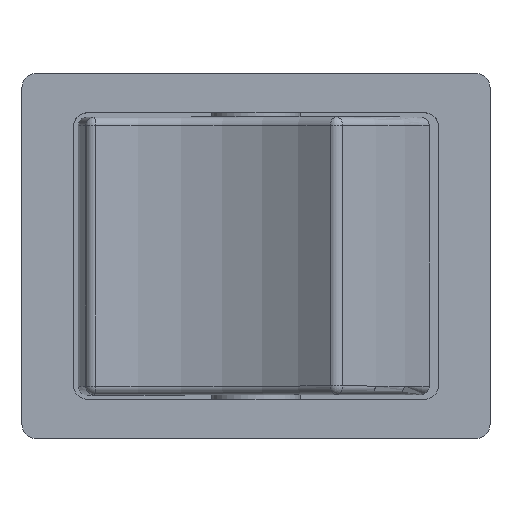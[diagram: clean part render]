
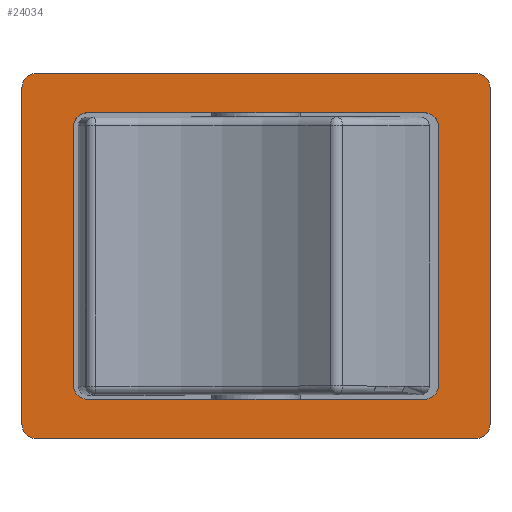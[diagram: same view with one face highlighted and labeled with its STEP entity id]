
A CAD part, top view. The second image highlights one B-rep face of the part: STEP entity #24034.
In plain terms, the highlighted planar face has unit normal (0, 0, 1).
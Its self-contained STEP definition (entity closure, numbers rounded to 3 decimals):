
#247=FACE_BOUND('',#2360,.T.);
#1090=FACE_OUTER_BOUND('',#2359,.T.);
#2359=EDGE_LOOP('',(#18048,#18049,#18050,#18051,#18052,#18053,#18054,#18055));
#2360=EDGE_LOOP('',(#18056,#18057,#18058,#18059,#18060,#18061,#18062,#18063));
#3433=CIRCLE('',#25436,1.);
#3434=CIRCLE('',#25437,1.);
#3435=CIRCLE('',#25438,1.);
#3436=CIRCLE('',#25439,1.);
#3437=CIRCLE('',#25440,1.);
#3438=CIRCLE('',#25441,1.);
#3439=CIRCLE('',#25442,1.);
#3440=CIRCLE('',#25443,1.);
#5068=LINE('',#35560,#8009);
#5069=LINE('',#35564,#8010);
#5070=LINE('',#35568,#8011);
#5071=LINE('',#35571,#8012);
#5072=LINE('',#35574,#8013);
#5073=LINE('',#35578,#8014);
#5074=LINE('',#35582,#8015);
#5075=LINE('',#35586,#8016);
#8009=VECTOR('',#28869,23.);
#8010=VECTOR('',#28872,30.);
#8011=VECTOR('',#28875,23.);
#8012=VECTOR('',#28878,30.);
#8013=VECTOR('',#28879,17.6);
#8014=VECTOR('',#28882,23.);
#8015=VECTOR('',#28885,17.6);
#8016=VECTOR('',#28888,23.);
#10679=VERTEX_POINT('',#35556);
#10680=VERTEX_POINT('',#35557);
#10681=VERTEX_POINT('',#35559);
#10682=VERTEX_POINT('',#35561);
#10683=VERTEX_POINT('',#35563);
#10684=VERTEX_POINT('',#35565);
#10685=VERTEX_POINT('',#35567);
#10686=VERTEX_POINT('',#35569);
#10687=VERTEX_POINT('',#35572);
#10688=VERTEX_POINT('',#35573);
#10689=VERTEX_POINT('',#35575);
#10690=VERTEX_POINT('',#35577);
#10691=VERTEX_POINT('',#35579);
#10692=VERTEX_POINT('',#35581);
#10693=VERTEX_POINT('',#35583);
#10694=VERTEX_POINT('',#35585);
#13474=EDGE_CURVE('',#10679,#10680,#3433,.T.);
#13475=EDGE_CURVE('',#10681,#10679,#5068,.T.);
#13476=EDGE_CURVE('',#10682,#10681,#3434,.T.);
#13477=EDGE_CURVE('',#10683,#10682,#5069,.T.);
#13478=EDGE_CURVE('',#10684,#10683,#3435,.T.);
#13479=EDGE_CURVE('',#10685,#10684,#5070,.T.);
#13480=EDGE_CURVE('',#10686,#10685,#3436,.T.);
#13481=EDGE_CURVE('',#10680,#10686,#5071,.T.);
#13482=EDGE_CURVE('',#10687,#10688,#5072,.T.);
#13483=EDGE_CURVE('',#10689,#10688,#3437,.T.);
#13484=EDGE_CURVE('',#10689,#10690,#5073,.T.);
#13485=EDGE_CURVE('',#10691,#10690,#3438,.T.);
#13486=EDGE_CURVE('',#10691,#10692,#5074,.T.);
#13487=EDGE_CURVE('',#10693,#10692,#3439,.T.);
#13488=EDGE_CURVE('',#10693,#10694,#5075,.T.);
#13489=EDGE_CURVE('',#10687,#10694,#3440,.T.);
#18048=ORIENTED_EDGE('',*,*,#13474,.F.);
#18049=ORIENTED_EDGE('',*,*,#13475,.F.);
#18050=ORIENTED_EDGE('',*,*,#13476,.F.);
#18051=ORIENTED_EDGE('',*,*,#13477,.F.);
#18052=ORIENTED_EDGE('',*,*,#13478,.F.);
#18053=ORIENTED_EDGE('',*,*,#13479,.F.);
#18054=ORIENTED_EDGE('',*,*,#13480,.F.);
#18055=ORIENTED_EDGE('',*,*,#13481,.F.);
#18056=ORIENTED_EDGE('',*,*,#13482,.T.);
#18057=ORIENTED_EDGE('',*,*,#13483,.F.);
#18058=ORIENTED_EDGE('',*,*,#13484,.T.);
#18059=ORIENTED_EDGE('',*,*,#13485,.F.);
#18060=ORIENTED_EDGE('',*,*,#13486,.T.);
#18061=ORIENTED_EDGE('',*,*,#13487,.F.);
#18062=ORIENTED_EDGE('',*,*,#13488,.T.);
#18063=ORIENTED_EDGE('',*,*,#13489,.F.);
#23025=PLANE('',#25435);
#24034=ADVANCED_FACE('',(#1090,#247),#23025,.T.);
#25435=AXIS2_PLACEMENT_3D('',#35555,#28865,#28866);
#25436=AXIS2_PLACEMENT_3D('',#35558,#28867,#28868);
#25437=AXIS2_PLACEMENT_3D('',#35562,#28870,#28871);
#25438=AXIS2_PLACEMENT_3D('',#35566,#28873,#28874);
#25439=AXIS2_PLACEMENT_3D('',#35570,#28876,#28877);
#25440=AXIS2_PLACEMENT_3D('',#35576,#28880,#28881);
#25441=AXIS2_PLACEMENT_3D('',#35580,#28883,#28884);
#25442=AXIS2_PLACEMENT_3D('',#35584,#28886,#28887);
#25443=AXIS2_PLACEMENT_3D('',#35587,#28889,#28890);
#28865=DIRECTION('center_axis',(0.,0.,1.));
#28866=DIRECTION('ref_axis',(1.,0.,0.));
#28867=DIRECTION('center_axis',(0.,0.,-1.));
#28868=DIRECTION('ref_axis',(0.707,-0.707,0.));
#28869=DIRECTION('',(0.,-1.,0.));
#28870=DIRECTION('center_axis',(0.,0.,-1.));
#28871=DIRECTION('ref_axis',(0.707,0.707,0.));
#28872=DIRECTION('',(1.,0.,0.));
#28873=DIRECTION('center_axis',(0.,0.,-1.));
#28874=DIRECTION('ref_axis',(-0.707,0.707,0.));
#28875=DIRECTION('',(0.,1.,0.));
#28876=DIRECTION('center_axis',(0.,0.,-1.));
#28877=DIRECTION('ref_axis',(-0.707,-0.707,0.));
#28878=DIRECTION('',(-1.,0.,0.));
#28879=DIRECTION('',(0.,-1.,0.));
#28880=DIRECTION('center_axis',(0.,0.,1.));
#28881=DIRECTION('ref_axis',(0.707,-0.707,0.));
#28882=DIRECTION('',(-1.,0.,0.));
#28883=DIRECTION('center_axis',(0.,0.,1.));
#28884=DIRECTION('ref_axis',(-0.707,-0.707,0.));
#28885=DIRECTION('',(0.,1.,0.));
#28886=DIRECTION('center_axis',(0.,0.,1.));
#28887=DIRECTION('ref_axis',(-0.707,0.707,0.));
#28888=DIRECTION('',(1.,0.,0.));
#28889=DIRECTION('center_axis',(0.,0.,1.));
#28890=DIRECTION('ref_axis',(0.707,0.707,0.));
#35555=CARTESIAN_POINT('Origin',(17.6,13.75,20.3));
#35556=CARTESIAN_POINT('',(16.,-11.5,20.3));
#35557=CARTESIAN_POINT('',(15.,-12.5,20.3));
#35558=CARTESIAN_POINT('Origin',(15.,-11.5,20.3));
#35559=CARTESIAN_POINT('',(16.,11.5,20.3));
#35560=CARTESIAN_POINT('',(16.,11.5,20.3));
#35561=CARTESIAN_POINT('',(15.,12.5,20.3));
#35562=CARTESIAN_POINT('Origin',(15.,11.5,20.3));
#35563=CARTESIAN_POINT('',(-15.,12.5,20.3));
#35564=CARTESIAN_POINT('',(-15.,12.5,20.3));
#35565=CARTESIAN_POINT('',(-16.,11.5,20.3));
#35566=CARTESIAN_POINT('Origin',(-15.,11.5,20.3));
#35567=CARTESIAN_POINT('',(-16.,-11.5,20.3));
#35568=CARTESIAN_POINT('',(-16.,-11.5,20.3));
#35569=CARTESIAN_POINT('',(-15.,-12.5,20.3));
#35570=CARTESIAN_POINT('Origin',(-15.,-11.5,20.3));
#35571=CARTESIAN_POINT('',(15.,-12.5,20.3));
#35572=CARTESIAN_POINT('',(12.5,8.8,20.3));
#35573=CARTESIAN_POINT('',(12.5,-8.8,20.3));
#35574=CARTESIAN_POINT('',(12.5,8.8,20.3));
#35575=CARTESIAN_POINT('',(11.5,-9.8,20.3));
#35576=CARTESIAN_POINT('Origin',(11.5,-8.8,20.3));
#35577=CARTESIAN_POINT('',(-11.5,-9.8,20.3));
#35578=CARTESIAN_POINT('',(11.5,-9.8,20.3));
#35579=CARTESIAN_POINT('',(-12.5,-8.8,20.3));
#35580=CARTESIAN_POINT('Origin',(-11.5,-8.8,20.3));
#35581=CARTESIAN_POINT('',(-12.5,8.8,20.3));
#35582=CARTESIAN_POINT('',(-12.5,-8.8,20.3));
#35583=CARTESIAN_POINT('',(-11.5,9.8,20.3));
#35584=CARTESIAN_POINT('Origin',(-11.5,8.8,20.3));
#35585=CARTESIAN_POINT('',(11.5,9.8,20.3));
#35586=CARTESIAN_POINT('',(-11.5,9.8,20.3));
#35587=CARTESIAN_POINT('Origin',(11.5,8.8,20.3));
